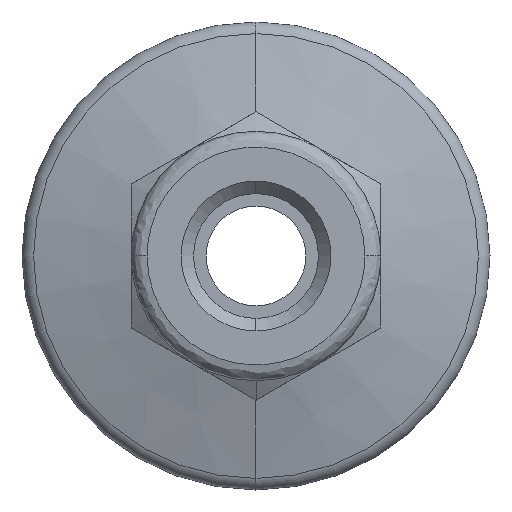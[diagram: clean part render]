
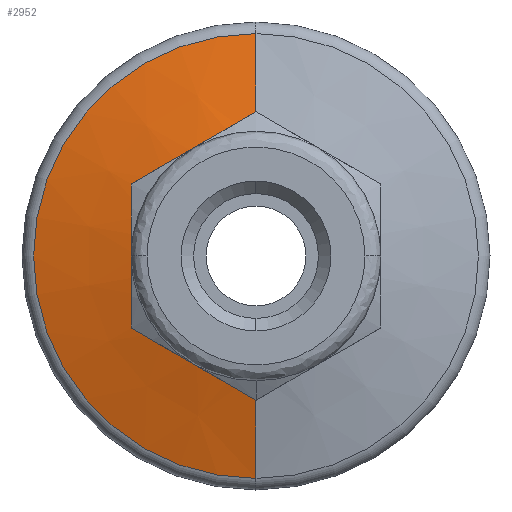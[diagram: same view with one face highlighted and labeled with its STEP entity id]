
A CAD part, left-side view. The second image highlights one B-rep face of the part: STEP entity #2952.
In plain terms, the highlighted conical face has half-angle 75 degrees and reference radius 7.535 mm.
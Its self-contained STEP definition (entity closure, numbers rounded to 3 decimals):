
#56 = AXIS2_PLACEMENT_3D ( 'NONE', #3323, #1902, #1619 ) ;
#548 = CARTESIAN_POINT ( 'NONE',  ( 0., 0., 7.535 ) ) ;
#552 = CARTESIAN_POINT ( 'NONE',  ( 0., 0., 0. ) ) ;
#606 = EDGE_CURVE ( 'NONE', #2905, #2881, #2762, .T. ) ;
#627 = VERTEX_POINT ( 'NONE', #548 ) ;
#691 = LINE ( 'NONE', #2530, #2221 ) ;
#833 = DIRECTION ( 'NONE',  ( 0., 0., -1. ) ) ;
#1147 = CARTESIAN_POINT ( 'NONE',  ( 1.802, 0., 14.259 ) ) ;
#1213 = CONICAL_SURFACE ( 'NONE', #56, 7.535, 1.309 ) ;
#1234 = CARTESIAN_POINT ( 'NONE',  ( 0., 0., -7.535 ) ) ;
#1253 = ORIENTED_EDGE ( 'NONE', *, *, #3369, .T. ) ;
#1439 = CARTESIAN_POINT ( 'NONE',  ( 1.802, 0., 0. ) ) ;
#1473 = EDGE_LOOP ( 'NONE', ( #2519, #1253, #3172, #1610 ) ) ;
#1610 = ORIENTED_EDGE ( 'NONE', *, *, #606, .F. ) ;
#1619 = DIRECTION ( 'NONE',  ( 0., 0., -1. ) ) ;
#1740 = DIRECTION ( 'NONE',  ( 0., 0., -1. ) ) ;
#1746 = AXIS2_PLACEMENT_3D ( 'NONE', #1439, #3447, #1740 ) ;
#1902 = DIRECTION ( 'NONE',  ( 1., 0., 0. ) ) ;
#2007 = VECTOR ( 'NONE', #3089, 1000. ) ;
#2221 = VECTOR ( 'NONE', #2832, 1000. ) ;
#2329 = VERTEX_POINT ( 'NONE', #1147 ) ;
#2336 = EDGE_CURVE ( 'NONE', #2881, #2329, #2423, .T. ) ;
#2423 = CIRCLE ( 'NONE', #1746, 14.259 ) ;
#2519 = ORIENTED_EDGE ( 'NONE', *, *, #3450, .T. ) ;
#2530 = CARTESIAN_POINT ( 'NONE',  ( 0., 0., 7.535 ) ) ;
#2541 = DIRECTION ( 'NONE',  ( 1., 0., 0. ) ) ;
#2650 = CARTESIAN_POINT ( 'NONE',  ( 1.802, 0., -14.259 ) ) ;
#2762 = LINE ( 'NONE', #3273, #2007 ) ;
#2832 = DIRECTION ( 'NONE',  ( 0.259, 0., 0.966 ) ) ;
#2881 = VERTEX_POINT ( 'NONE', #2650 ) ;
#2905 = VERTEX_POINT ( 'NONE', #1234 ) ;
#2952 = ADVANCED_FACE ( 'NONE', ( #3082 ), #1213, .T. ) ;
#3030 = AXIS2_PLACEMENT_3D ( 'NONE', #552, #2541, #833 ) ;
#3082 = FACE_OUTER_BOUND ( 'NONE', #1473, .T. ) ;
#3089 = DIRECTION ( 'NONE',  ( 0.259, 0., -0.966 ) ) ;
#3172 = ORIENTED_EDGE ( 'NONE', *, *, #2336, .F. ) ;
#3273 = CARTESIAN_POINT ( 'NONE',  ( 0., 0., -7.535 ) ) ;
#3323 = CARTESIAN_POINT ( 'NONE',  ( 0., 0., 0. ) ) ;
#3369 = EDGE_CURVE ( 'NONE', #627, #2329, #691, .T. ) ;
#3447 = DIRECTION ( 'NONE',  ( 1., 0., 0. ) ) ;
#3450 = EDGE_CURVE ( 'NONE', #2905, #627, #3639, .T. ) ;
#3639 = CIRCLE ( 'NONE', #3030, 7.535 ) ;
